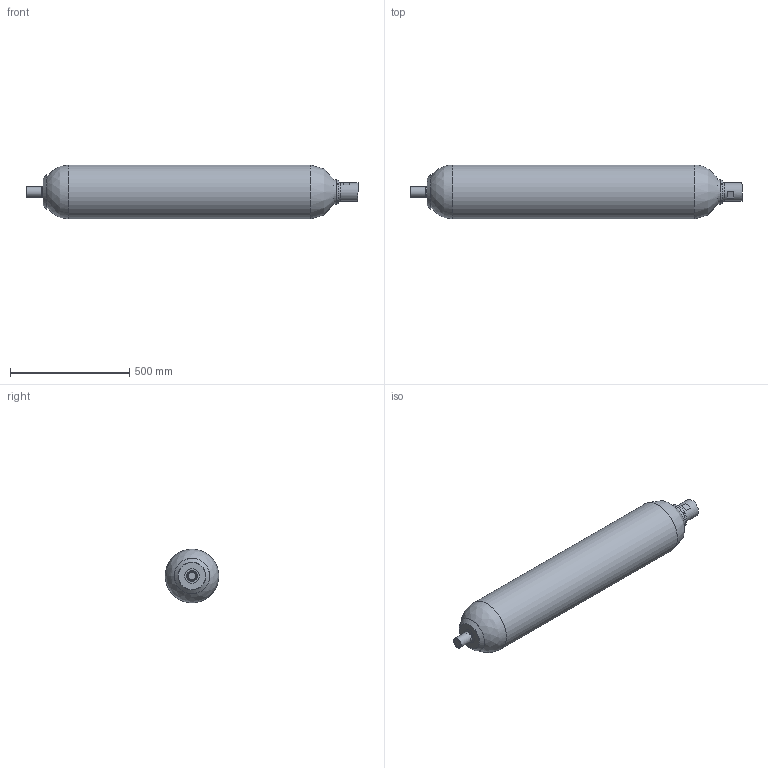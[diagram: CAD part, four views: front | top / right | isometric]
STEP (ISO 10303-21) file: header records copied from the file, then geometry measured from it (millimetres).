
FILE_DESCRIPTION(/* description */ ('Unknown'),/* implementation_level */ '2;1');
FILE_NAME(/* name */ 'EHV 32-3000-15',/* time_stamp */ '2018-08-17T14:55:03+02:00',/* author */ ('Unknown'),/* organization */ ('Unknown'),/* preprocessor_version */ 'ST-DEVELOPER v16.7',/* originating_system */ 'DEX',/* authorisation */ $);
FILE_SCHEMA (('AUTOMOTIVE_DESIGN {1 0 10303 214 3 1 1}'));
Length unit declared in the file: millimetre
Products named in the file (11): EHV_20_480_90; BC110298-02520OMAR; CB110082-02500; BE105544-00200; EC100990-00200; CA106386-00190; PF091202-05200; BP090944-00200; BP090944-00200 BOUCHON DE PROTECTION; BP090944-00200 BOUCHON PLASTIQUE; EC090943-01200
Assembly tree (10 placements, depth 3):
  EHV_20_480_90
    BC110298-02520OMAR
      CB110082-02500
      BE105544-00200
      EC100990-00200
    CA106386-00190
    PF091202-05200
    BP090944-00200
      BP090944-00200 BOUCHON DE PROTECTION
      BP090944-00200 BOUCHON PLASTIQUE
    EC090943-01200
Bounding box: 1394 x 226.2 x 226.2 mm (x, y, z)
Volume: 10491938.5 mm3; surface area: 1805835.1 mm2
Topology: 8 solids, 8 shells, 138 faces, 308 edges, 194 vertices
Faces by surface type: plane 53, cylinder 40, cone 28, torus 12, bspline 3, sphere 2
Full cylindrical faces by diameter (mm): 12 x1, 15 x6, 18 x1, 20 x1, 20.68 x1, 22.52 x1, 31 x1, 34.5 x1, 36 x1, 36.5 x2, 38 x1, 45 x1, 54 x2, 56.656 x1, 60 x1, 76 x2, 76.835 x1, 79 x1, 80 x2, 88.4 x1, 88.9 x1, 88.95 x1, 101 x1, 202.4 x1, 226.2 x1
Entity records: 3657 total; most frequent: CARTESIAN_POINT 669, DIRECTION 616, ORIENTED_EDGE 422, AXIS2_PLACEMENT_3D 277, EDGE_LOOP 246, FACE_BOUND 246, EDGE_CURVE 211, VERTEX_POINT 171
